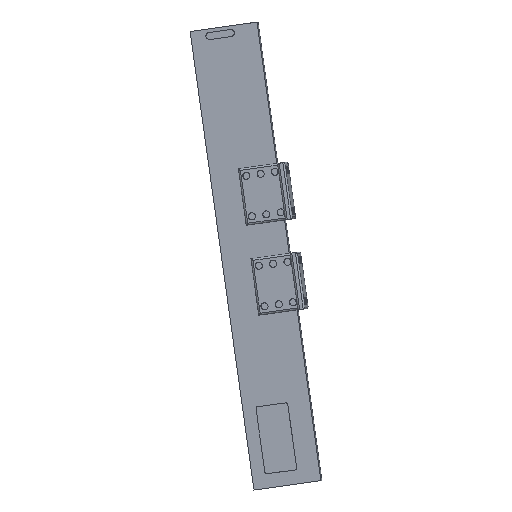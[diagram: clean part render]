
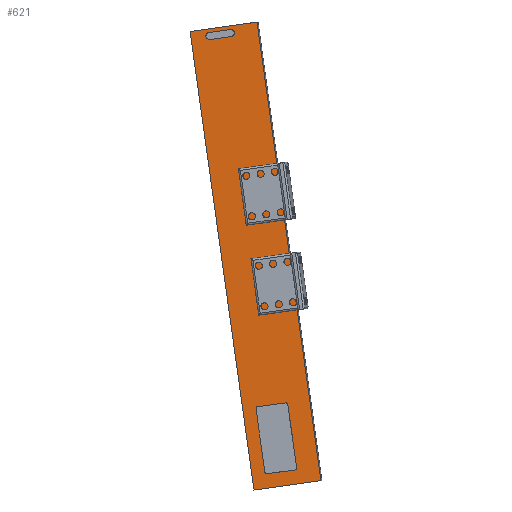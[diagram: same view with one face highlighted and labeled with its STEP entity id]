
A CAD part, front view. The second image highlights one B-rep face of the part: STEP entity #621.
In plain terms, the highlighted face is planar.
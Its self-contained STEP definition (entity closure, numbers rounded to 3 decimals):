
#72=CARTESIAN_POINT('Vertex',(0.,-65.,9.5)) ;
#77=CARTESIAN_POINT('Line Origine',(0.,-65.,0.)) ;
#81=CARTESIAN_POINT('Vertex',(0.,-65.,-9.5)) ;
#108=CARTESIAN_POINT('Line Origine',(0.,0.,-9.5)) ;
#112=CARTESIAN_POINT('Vertex',(0.,65.,-9.5)) ;
#139=CARTESIAN_POINT('Line Origine',(0.,65.,0.)) ;
#143=CARTESIAN_POINT('Vertex',(0.,65.,9.5)) ;
#170=CARTESIAN_POINT('Line Origine',(0.,0.,9.5)) ;
#196=CARTESIAN_POINT('Vertex',(0.,42.,-2.75)) ;
#201=CARTESIAN_POINT('Line Origine',(0.,42.,1.25)) ;
#205=CARTESIAN_POINT('Vertex',(0.,42.,5.25)) ;
#236=CARTESIAN_POINT('Vertex',(0.,42.5,-3.25)) ;
#241=CARTESIAN_POINT('Axis2P3D Location',(0.,42.5,-2.75)) ;
#263=CARTESIAN_POINT('Axis2P3D Location',(0.,42.5,5.25)) ;
#267=CARTESIAN_POINT('Vertex',(0.,42.5,5.75)) ;
#347=CARTESIAN_POINT('Vertex',(0.,60.5,-3.25)) ;
#350=CARTESIAN_POINT('Line Origine',(0.,51.5,-3.25)) ;
#367=CARTESIAN_POINT('Line Origine',(0.,51.5,5.75)) ;
#371=CARTESIAN_POINT('Vertex',(0.,60.5,5.75)) ;
#391=CARTESIAN_POINT('Axis2P3D Location',(0.,60.5,5.25)) ;
#395=CARTESIAN_POINT('Vertex',(0.,61.,5.25)) ;
#415=CARTESIAN_POINT('Line Origine',(0.,61.,1.25)) ;
#419=CARTESIAN_POINT('Vertex',(0.,61.,-2.75)) ;
#439=CARTESIAN_POINT('Axis2P3D Location',(0.,60.5,-2.75)) ;
#460=CARTESIAN_POINT('Vertex',(0.,-64.,4.25)) ;
#465=CARTESIAN_POINT('Axis2P3D Location',(0.,-63.,4.25)) ;
#469=CARTESIAN_POINT('Vertex',(0.,-62.,4.25)) ;
#500=CARTESIAN_POINT('Vertex',(0.,-64.,-1.75)) ;
#505=CARTESIAN_POINT('Line Origine',(0.,-64.,1.25)) ;
#527=CARTESIAN_POINT('Line Origine',(0.,-62.,1.25)) ;
#531=CARTESIAN_POINT('Vertex',(0.,-62.,-1.75)) ;
#570=CARTESIAN_POINT('Axis2P3D Location',(0.,-63.,-1.75)) ;
#594=CARTESIAN_POINT('Axis2P3D Location',(0.,0.,0.)) ;
#78=DIRECTION('Vector Direction',(0.,0.,-1.)) ;
#109=DIRECTION('Vector Direction',(0.,-1.,0.)) ;
#140=DIRECTION('Vector Direction',(0.,0.,1.)) ;
#171=DIRECTION('Vector Direction',(0.,1.,0.)) ;
#202=DIRECTION('Vector Direction',(0.,0.,1.)) ;
#242=DIRECTION('Axis2P3D Direction',(-1.,-0.,0.)) ;
#264=DIRECTION('Axis2P3D Direction',(-1.,-0.,0.)) ;
#351=DIRECTION('Vector Direction',(0.,1.,0.)) ;
#368=DIRECTION('Vector Direction',(0.,-1.,0.)) ;
#392=DIRECTION('Axis2P3D Direction',(-1.,-0.,0.)) ;
#416=DIRECTION('Vector Direction',(0.,0.,-1.)) ;
#440=DIRECTION('Axis2P3D Direction',(-1.,-0.,0.)) ;
#466=DIRECTION('Axis2P3D Direction',(-1.,-0.,0.)) ;
#506=DIRECTION('Vector Direction',(0.,0.,-1.)) ;
#528=DIRECTION('Vector Direction',(0.,0.,1.)) ;
#571=DIRECTION('Axis2P3D Direction',(-1.,-0.,0.)) ;
#595=DIRECTION('Axis2P3D Direction',(1.,0.,0.)) ;
#596=DIRECTION('Axis2P3D XDirection',(0.,1.,0.)) ;
#243=AXIS2_PLACEMENT_3D('Circle Axis2P3D',#241,#242,$) ;
#265=AXIS2_PLACEMENT_3D('Circle Axis2P3D',#263,#264,$) ;
#393=AXIS2_PLACEMENT_3D('Circle Axis2P3D',#391,#392,$) ;
#441=AXIS2_PLACEMENT_3D('Circle Axis2P3D',#439,#440,$) ;
#467=AXIS2_PLACEMENT_3D('Circle Axis2P3D',#465,#466,$) ;
#572=AXIS2_PLACEMENT_3D('Circle Axis2P3D',#570,#571,$) ;
#597=AXIS2_PLACEMENT_3D('Plane Axis2P3D',#594,#595,#596) ;
#600=ORIENTED_EDGE('',*,*,#174,.F.) ;
#601=ORIENTED_EDGE('',*,*,#145,.F.) ;
#602=ORIENTED_EDGE('',*,*,#114,.F.) ;
#603=ORIENTED_EDGE('',*,*,#83,.F.) ;
#606=ORIENTED_EDGE('',*,*,#354,.F.) ;
#607=ORIENTED_EDGE('',*,*,#443,.F.) ;
#608=ORIENTED_EDGE('',*,*,#421,.F.) ;
#609=ORIENTED_EDGE('',*,*,#397,.F.) ;
#610=ORIENTED_EDGE('',*,*,#373,.F.) ;
#611=ORIENTED_EDGE('',*,*,#269,.F.) ;
#612=ORIENTED_EDGE('',*,*,#207,.F.) ;
#613=ORIENTED_EDGE('',*,*,#245,.F.) ;
#616=ORIENTED_EDGE('',*,*,#509,.F.) ;
#617=ORIENTED_EDGE('',*,*,#574,.F.) ;
#618=ORIENTED_EDGE('',*,*,#533,.F.) ;
#619=ORIENTED_EDGE('',*,*,#471,.F.) ;
#614=FACE_BOUND('',#605,.T.) ;
#620=FACE_BOUND('',#615,.T.) ;
#79=VECTOR('Line Direction',#78,1.) ;
#110=VECTOR('Line Direction',#109,1.) ;
#141=VECTOR('Line Direction',#140,1.) ;
#172=VECTOR('Line Direction',#171,1.) ;
#203=VECTOR('Line Direction',#202,1.) ;
#352=VECTOR('Line Direction',#351,1.) ;
#369=VECTOR('Line Direction',#368,1.) ;
#417=VECTOR('Line Direction',#416,1.) ;
#507=VECTOR('Line Direction',#506,1.) ;
#529=VECTOR('Line Direction',#528,1.) ;
#621=ADVANCED_FACE('Corps principal',(#604,#614,#620),#598,.F.) ;
#244=CIRCLE('generated circle',#243,0.5) ;
#266=CIRCLE('generated circle',#265,0.5) ;
#394=CIRCLE('generated circle',#393,0.5) ;
#442=CIRCLE('generated circle',#441,0.5) ;
#468=CIRCLE('generated circle',#467,1.) ;
#573=CIRCLE('generated circle',#572,1.) ;
#83=EDGE_CURVE('',#73,#82,#80,.T.) ;
#114=EDGE_CURVE('',#82,#113,#111,.F.) ;
#145=EDGE_CURVE('',#113,#144,#142,.T.) ;
#174=EDGE_CURVE('',#144,#73,#173,.F.) ;
#207=EDGE_CURVE('',#197,#206,#204,.T.) ;
#245=EDGE_CURVE('',#237,#197,#244,.T.) ;
#269=EDGE_CURVE('',#206,#268,#266,.T.) ;
#354=EDGE_CURVE('',#348,#237,#353,.F.) ;
#373=EDGE_CURVE('',#268,#372,#370,.F.) ;
#397=EDGE_CURVE('',#372,#396,#394,.T.) ;
#421=EDGE_CURVE('',#396,#420,#418,.T.) ;
#443=EDGE_CURVE('',#420,#348,#442,.T.) ;
#471=EDGE_CURVE('',#461,#470,#468,.T.) ;
#509=EDGE_CURVE('',#501,#461,#508,.F.) ;
#533=EDGE_CURVE('',#470,#532,#530,.F.) ;
#574=EDGE_CURVE('',#532,#501,#573,.T.) ;
#599=EDGE_LOOP('',(#600,#601,#602,#603)) ;
#605=EDGE_LOOP('',(#606,#607,#608,#609,#610,#611,#612,#613)) ;
#615=EDGE_LOOP('',(#616,#617,#618,#619)) ;
#604=FACE_OUTER_BOUND('',#599,.T.) ;
#80=LINE('Line',#77,#79) ;
#111=LINE('Line',#108,#110) ;
#142=LINE('Line',#139,#141) ;
#173=LINE('Line',#170,#172) ;
#204=LINE('Line',#201,#203) ;
#353=LINE('Line',#350,#352) ;
#370=LINE('Line',#367,#369) ;
#418=LINE('Line',#415,#417) ;
#508=LINE('Line',#505,#507) ;
#530=LINE('Line',#527,#529) ;
#598=PLANE('Plane',#597) ;
#73=VERTEX_POINT('',#72) ;
#82=VERTEX_POINT('',#81) ;
#113=VERTEX_POINT('',#112) ;
#144=VERTEX_POINT('',#143) ;
#197=VERTEX_POINT('',#196) ;
#206=VERTEX_POINT('',#205) ;
#237=VERTEX_POINT('',#236) ;
#268=VERTEX_POINT('',#267) ;
#348=VERTEX_POINT('',#347) ;
#372=VERTEX_POINT('',#371) ;
#396=VERTEX_POINT('',#395) ;
#420=VERTEX_POINT('',#419) ;
#461=VERTEX_POINT('',#460) ;
#470=VERTEX_POINT('',#469) ;
#501=VERTEX_POINT('',#500) ;
#532=VERTEX_POINT('',#531) ;
